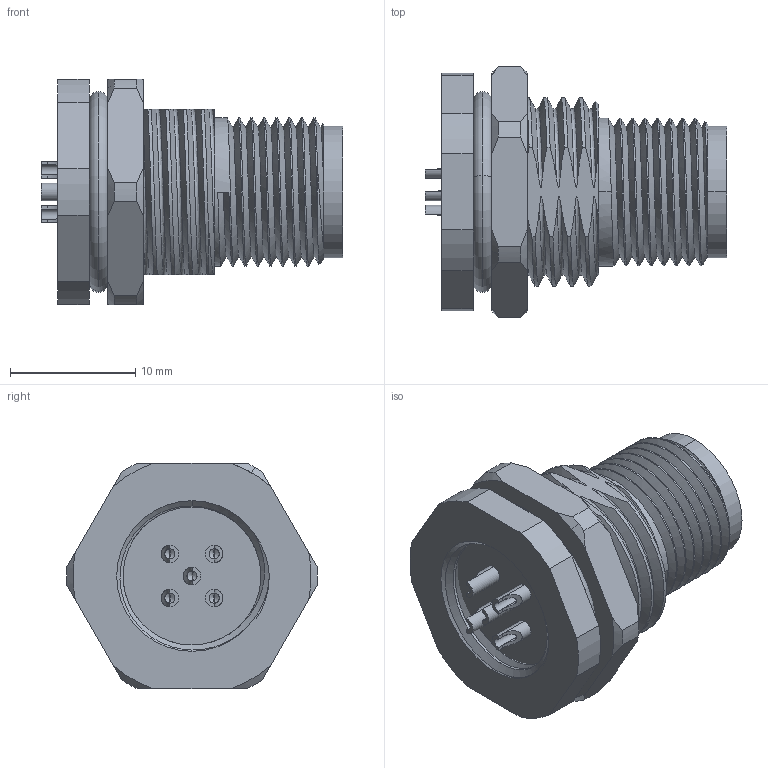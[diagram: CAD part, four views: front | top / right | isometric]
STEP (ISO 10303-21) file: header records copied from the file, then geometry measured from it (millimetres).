
FILE_DESCRIPTION (( 'STEP AP203' ), '1' );
FILE_NAME ('54-00196.STEP', '2020-10-15T17:06:32', ( '' ), ( '' ), 'SwSTEP 2.0', 'SolidWorks 2015', '' );
FILE_SCHEMA (( 'CONFIG_CONTROL_DESIGN' ));
Length unit declared in the file: millimetre
Products named in the file (6): 54-00196-03___; 54-00196-05___; 54-00196; 54-00196-04___; 54-00196-02; 54-00196-01___
Assembly tree (9 placements, depth 2):
  54-00196
    54-00196-01___
    54-00196-02
    54-00196-05___
    54-00196-04___
    54-00196-03___  x5
Bounding box: 24 x 19.99 x 18 mm (x, y, z)
Volume: 2865.9 mm3; surface area: 5364.9 mm2
Topology: 9 solids, 9 shells, 405 faces, 994 edges, 628 vertices
Faces by surface type: cylinder 164, plane 89, cone 63, bspline 45, torus 34, sphere 10
Entity records: 23126 total; most frequent: CARTESIAN_POINT 16333, ORIENTED_EDGE 1408, DIRECTION 1126, EDGE_CURVE 704, VERTEX_POINT 460, AXIS2_PLACEMENT_3D 445, EDGE_LOOP 300, ADVANCED_FACE 269
